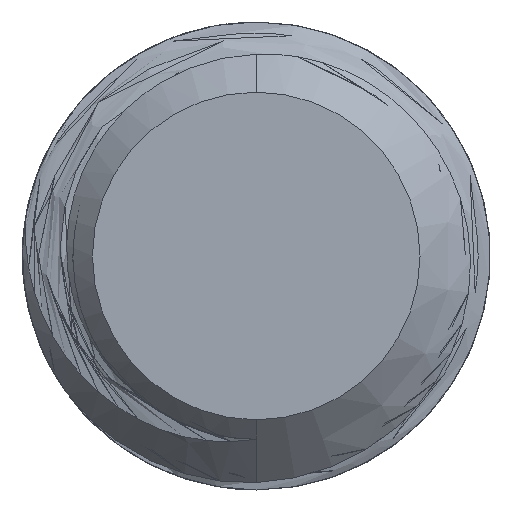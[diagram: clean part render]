
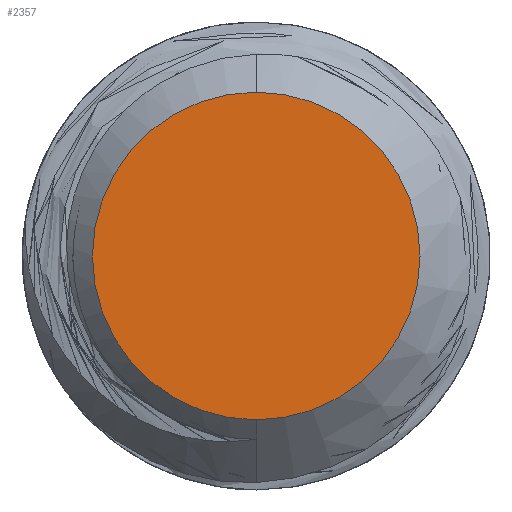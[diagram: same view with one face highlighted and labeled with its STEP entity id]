
A CAD part, left-side view. The second image highlights one B-rep face of the part: STEP entity #2357.
In plain terms, the highlighted planar face has unit normal (-1, 0, 0).
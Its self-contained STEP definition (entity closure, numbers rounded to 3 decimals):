
#27 = ORIENTED_EDGE ( 'NONE', *, *, #7433, .T. ) ;
#447 = DIRECTION ( 'NONE',  ( 0., 0., -1. ) ) ;
#587 = EDGE_LOOP ( 'NONE', ( #27, #5582 ) ) ;
#612 = CARTESIAN_POINT ( 'NONE',  ( -10., 0., 0. ) ) ;
#636 = CIRCLE ( 'NONE', #6370, 1.05 ) ;
#752 = VERTEX_POINT ( 'NONE', #3899 ) ;
#772 = VERTEX_POINT ( 'NONE', #5195 ) ;
#2357 = ADVANCED_FACE ( 'NONE', ( #7653 ), #2987, .F. ) ;
#2441 = DIRECTION ( 'NONE',  ( 1., 0., 0. ) ) ;
#2585 = DIRECTION ( 'NONE',  ( 0., 0., -1. ) ) ;
#2632 = DIRECTION ( 'NONE',  ( -1., 0., 0. ) ) ;
#2987 = PLANE ( 'NONE',  #4711 ) ;
#3036 = DIRECTION ( 'NONE',  ( 0., 0., -1. ) ) ;
#3899 = CARTESIAN_POINT ( 'NONE',  ( -10., 0., 1.05 ) ) ;
#4711 = AXIS2_PLACEMENT_3D ( 'NONE', #612, #2441, #3036 ) ;
#5195 = CARTESIAN_POINT ( 'NONE',  ( -10., 0., -1.05 ) ) ;
#5582 = ORIENTED_EDGE ( 'NONE', *, *, #6892, .T. ) ;
#6249 = CARTESIAN_POINT ( 'NONE',  ( -10., 0., 0. ) ) ;
#6331 = CIRCLE ( 'NONE', #7212, 1.05 ) ;
#6370 = AXIS2_PLACEMENT_3D ( 'NONE', #7105, #7076, #447 ) ;
#6892 = EDGE_CURVE ( 'NONE', #752, #772, #636, .T. ) ;
#7076 = DIRECTION ( 'NONE',  ( -1., 0., 0. ) ) ;
#7105 = CARTESIAN_POINT ( 'NONE',  ( -10., 0., 0. ) ) ;
#7212 = AXIS2_PLACEMENT_3D ( 'NONE', #6249, #2632, #2585 ) ;
#7433 = EDGE_CURVE ( 'NONE', #772, #752, #6331, .T. ) ;
#7653 = FACE_OUTER_BOUND ( 'NONE', #587, .T. ) ;
